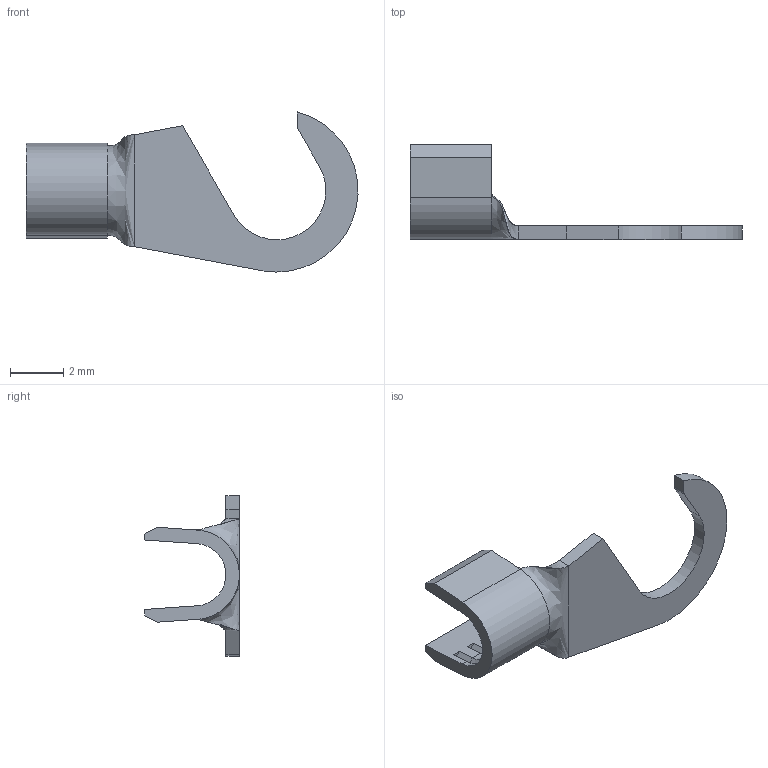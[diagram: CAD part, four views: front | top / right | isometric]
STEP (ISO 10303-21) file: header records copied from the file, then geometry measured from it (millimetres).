
FILE_DESCRIPTION (( 'STEP AP203' ), '1' );
FILE_NAME ('04723.STEP', '2015-02-17T14:26:41', ( '' ), ( '' ), 'SwSTEP 2.0', 'SolidWorks 2014', '' );
FILE_SCHEMA (( 'CONFIG_CONTROL_DESIGN' ));
Length unit declared in the file: inch
Products named in the file (1): 04723
Bounding box: 12.44 x 3.56 x 6 mm (x, y, z)
Volume: 26.6 mm3; surface area: 136.3 mm2
Topology: 1 solids, 1 shells, 66 faces, 166 edges, 102 vertices
Faces by surface type: plane 42, cylinder 10, cone 8, bspline 6
Entity records: 2254 total; most frequent: CARTESIAN_POINT 636, ORIENTED_EDGE 332, DIRECTION 297, EDGE_CURVE 166, VECTOR 123, LINE 123, VERTEX_POINT 102, AXIS2_PLACEMENT_3D 87
